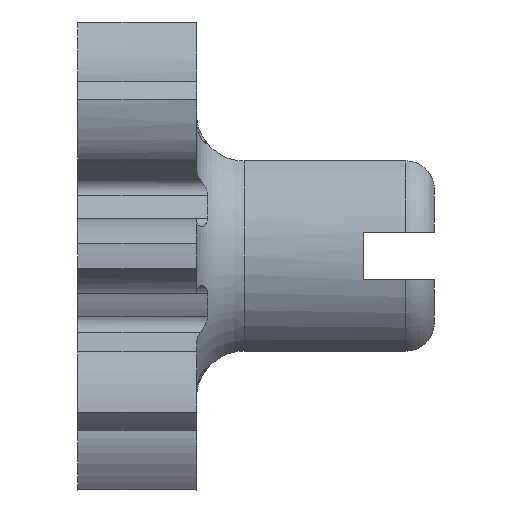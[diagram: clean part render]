
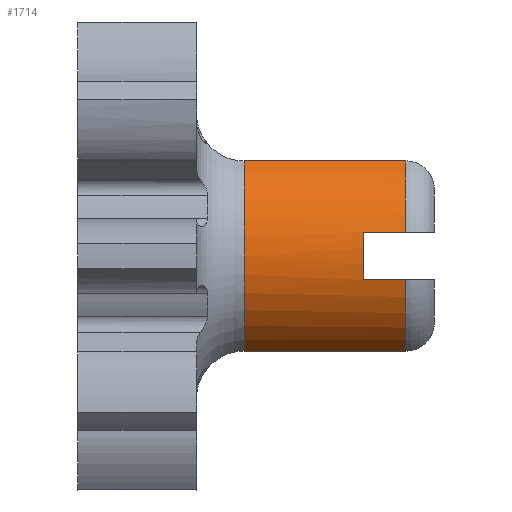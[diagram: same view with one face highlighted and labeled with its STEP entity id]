
A CAD part, front view. The second image highlights one B-rep face of the part: STEP entity #1714.
In plain terms, the highlighted cylindrical face has radius 2.995 mm (diameter 5.989 mm), a partial arc.
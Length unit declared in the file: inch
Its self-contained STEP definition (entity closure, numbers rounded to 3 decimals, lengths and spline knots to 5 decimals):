
#127=CYLINDRICAL_SURFACE('',#1855,0.1179);
#179=FACE_OUTER_BOUND('',#275,.T.);
#275=EDGE_LOOP('',(#1240,#1241,#1242,#1243,#1244,#1245,#1246,#1247));
#361=CIRCLE('',#1818,0.1179);
#368=CIRCLE('',#1832,0.1179);
#371=CIRCLE('',#1837,0.1179);
#381=CIRCLE('',#1856,0.1179);
#430=LINE('',#2479,#551);
#441=LINE('',#2991,#562);
#442=LINE('',#2993,#563);
#443=LINE('',#2995,#564);
#551=VECTOR('',#2008,0.3937);
#562=VECTOR('',#2077,0.3937);
#563=VECTOR('',#2080,0.3937);
#564=VECTOR('',#2081,0.3937);
#672=VERTEX_POINT('',#2411);
#673=VERTEX_POINT('',#2412);
#680=VERTEX_POINT('',#2478);
#685=VERTEX_POINT('',#2514);
#688=VERTEX_POINT('',#2535);
#696=VERTEX_POINT('',#2597);
#697=VERTEX_POINT('',#2606);
#745=VERTEX_POINT('',#2994);
#854=EDGE_CURVE('',#672,#673,#361,.T.);
#865=EDGE_CURVE('',#680,#673,#430,.T.);
#877=EDGE_CURVE('',#688,#685,#368,.T.);
#886=EDGE_CURVE('',#696,#697,#371,.T.);
#940=EDGE_CURVE('',#672,#697,#441,.T.);
#941=EDGE_CURVE('',#696,#685,#442,.T.);
#942=EDGE_CURVE('',#688,#745,#443,.T.);
#943=EDGE_CURVE('',#745,#680,#381,.T.);
#1240=ORIENTED_EDGE('',*,*,#854,.F.);
#1241=ORIENTED_EDGE('',*,*,#940,.T.);
#1242=ORIENTED_EDGE('',*,*,#886,.F.);
#1243=ORIENTED_EDGE('',*,*,#941,.T.);
#1244=ORIENTED_EDGE('',*,*,#877,.F.);
#1245=ORIENTED_EDGE('',*,*,#942,.T.);
#1246=ORIENTED_EDGE('',*,*,#943,.T.);
#1247=ORIENTED_EDGE('',*,*,#865,.T.);
#1714=ADVANCED_FACE('',(#179),#127,.T.);
#1818=AXIS2_PLACEMENT_3D('',#2413,#1989,#1990);
#1832=AXIS2_PLACEMENT_3D('',#2546,#2025,#2026);
#1837=AXIS2_PLACEMENT_3D('',#2607,#2036,#2037);
#1855=AXIS2_PLACEMENT_3D('',#2992,#2078,#2079);
#1856=AXIS2_PLACEMENT_3D('',#2996,#2082,#2083);
#1989=DIRECTION('center_axis',(1.,0.,0.));
#1990=DIRECTION('ref_axis',(0.,-0.818,0.575));
#2008=DIRECTION('',(1.,0.,0.));
#2025=DIRECTION('center_axis',(1.,0.,0.));
#2026=DIRECTION('ref_axis',(0.,-0.818,-0.575));
#2036=DIRECTION('center_axis',(-1.,0.,0.));
#2037=DIRECTION('ref_axis',(0.,-1.,0.));
#2077=DIRECTION('',(-1.,0.,0.));
#2078=DIRECTION('center_axis',(1.,0.,0.));
#2079=DIRECTION('ref_axis',(0.,0.,-1.));
#2080=DIRECTION('',(1.,0.,0.));
#2081=DIRECTION('',(-1.,0.,0.));
#2082=DIRECTION('center_axis',(-1.,0.,0.));
#2083=DIRECTION('ref_axis',(0.,0.,-1.));
#2411=CARTESIAN_POINT('',(1.2895,-0.43746,1.58519));
#2412=CARTESIAN_POINT('',(1.2895,-0.49023,1.51019));
#2413=CARTESIAN_POINT('Origin',(1.2895,-0.37501,1.48519));
#2478=CARTESIAN_POINT('',(1.2445,-0.49023,1.51019));
#2479=CARTESIAN_POINT('',(1.0695,-0.49023,1.51019));
#2514=CARTESIAN_POINT('',(1.2895,-0.43746,1.38519));
#2535=CARTESIAN_POINT('',(1.2895,-0.49023,1.46019));
#2546=CARTESIAN_POINT('Origin',(1.2895,-0.37501,1.48519));
#2597=CARTESIAN_POINT('',(1.1195,-0.43746,1.38519));
#2606=CARTESIAN_POINT('',(1.1195,-0.43746,1.58519));
#2607=CARTESIAN_POINT('Origin',(1.1195,-0.37501,1.48519));
#2991=CARTESIAN_POINT('',(1.0695,-0.43746,1.58519));
#2992=CARTESIAN_POINT('Origin',(1.0695,-0.37501,1.48519));
#2993=CARTESIAN_POINT('',(1.0695,-0.43746,1.38519));
#2994=CARTESIAN_POINT('',(1.2445,-0.49023,1.46019));
#2995=CARTESIAN_POINT('',(1.0695,-0.49023,1.46019));
#2996=CARTESIAN_POINT('Origin',(1.2445,-0.37501,1.48519));
